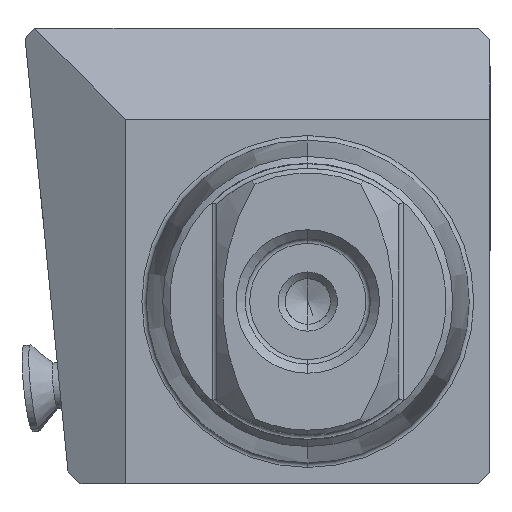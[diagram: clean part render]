
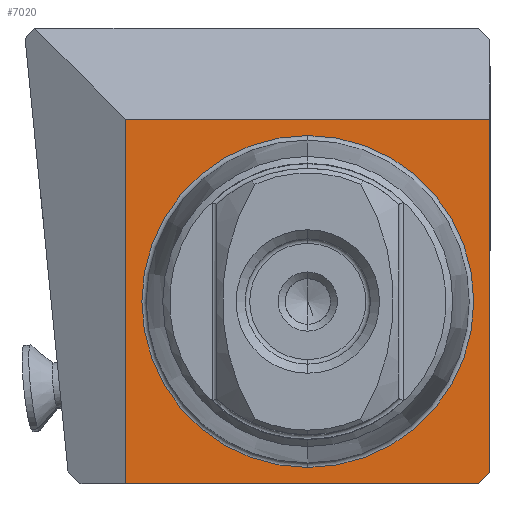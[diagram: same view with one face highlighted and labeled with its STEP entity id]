
A CAD part, left-side view. The second image highlights one B-rep face of the part: STEP entity #7020.
In plain terms, the highlighted planar face has unit normal (-1, 0, 0).
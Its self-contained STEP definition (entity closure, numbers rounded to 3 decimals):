
#93 = AXIS2_PLACEMENT_3D ( 'NONE', #7037, #1873, #9249 ) ;
#156 = EDGE_CURVE ( 'NONE', #5148, #1431, #5939, .T. ) ;
#163 = LINE ( 'NONE', #5363, #1476 ) ;
#453 = FACE_OUTER_BOUND ( 'NONE', #5348, .T. ) ;
#698 = DIRECTION ( 'NONE',  ( 0., 0., 1. ) ) ;
#834 = VERTEX_POINT ( 'NONE', #8518 ) ;
#1034 = CARTESIAN_POINT ( 'NONE',  ( 0., 8., -8. ) ) ;
#1277 = ORIENTED_EDGE ( 'NONE', *, *, #6594, .F. ) ;
#1348 = ORIENTED_EDGE ( 'NONE', *, *, #5793, .F. ) ;
#1431 = VERTEX_POINT ( 'NONE', #6448 ) ;
#1437 = DIRECTION ( 'NONE',  ( -1., 0., 0. ) ) ;
#1472 = EDGE_LOOP ( 'NONE', ( #6125, #2835 ) ) ;
#1476 = VECTOR ( 'NONE', #6057, 1000. ) ;
#1698 = EDGE_CURVE ( 'NONE', #5148, #2817, #6250, .T. ) ;
#1714 = AXIS2_PLACEMENT_3D ( 'NONE', #4348, #5906, #9498 ) ;
#1813 = DIRECTION ( 'NONE',  ( 0., 0., 1. ) ) ;
#1873 = DIRECTION ( 'NONE',  ( -1., 0., 0. ) ) ;
#1914 = FACE_BOUND ( 'NONE', #1472, .T. ) ;
#2741 = CARTESIAN_POINT ( 'NONE',  ( 0., 8., -8. ) ) ;
#2817 = VERTEX_POINT ( 'NONE', #5430 ) ;
#2835 = ORIENTED_EDGE ( 'NONE', *, *, #8687, .F. ) ;
#2871 = VERTEX_POINT ( 'NONE', #5678 ) ;
#3370 = VECTOR ( 'NONE', #4059, 1000. ) ;
#3519 = CIRCLE ( 'NONE', #93, 7.287 ) ;
#3535 = VERTEX_POINT ( 'NONE', #7361 ) ;
#3642 = ORIENTED_EDGE ( 'NONE', *, *, #156, .F. ) ;
#4059 = DIRECTION ( 'NONE',  ( 0., 1., 0. ) ) ;
#4348 = CARTESIAN_POINT ( 'NONE',  ( 0., 7.287, 0. ) ) ;
#4617 = ORIENTED_EDGE ( 'NONE', *, *, #1698, .T. ) ;
#4653 = VECTOR ( 'NONE', #5183, 1000. ) ;
#4782 = CARTESIAN_POINT ( 'NONE',  ( 0., -8., 8. ) ) ;
#5148 = VERTEX_POINT ( 'NONE', #8204 ) ;
#5183 = DIRECTION ( 'NONE',  ( 0., 1., 0. ) ) ;
#5348 = EDGE_LOOP ( 'NONE', ( #1277, #6855, #3642, #4617, #1348 ) ) ;
#5363 = CARTESIAN_POINT ( 'NONE',  ( 0., -8., -7.5 ) ) ;
#5430 = CARTESIAN_POINT ( 'NONE',  ( 0., 8., 8. ) ) ;
#5509 = LINE ( 'NONE', #2741, #7073 ) ;
#5678 = CARTESIAN_POINT ( 'NONE',  ( 0., 0., -7.287 ) ) ;
#5680 = EDGE_CURVE ( 'NONE', #3535, #1431, #163, .T. ) ;
#5793 = EDGE_CURVE ( 'NONE', #7251, #2817, #5509, .T. ) ;
#5906 = DIRECTION ( 'NONE',  ( 1., 0., 0. ) ) ;
#5939 = LINE ( 'NONE', #7310, #6978 ) ;
#6057 = DIRECTION ( 'NONE',  ( 0., -0.707, 0.707 ) ) ;
#6125 = ORIENTED_EDGE ( 'NONE', *, *, #7132, .F. ) ;
#6250 = LINE ( 'NONE', #4782, #3370 ) ;
#6373 = AXIS2_PLACEMENT_3D ( 'NONE', #8093, #1437, #698 ) ;
#6448 = CARTESIAN_POINT ( 'NONE',  ( 0., -8., -7.5 ) ) ;
#6594 = EDGE_CURVE ( 'NONE', #3535, #7251, #8105, .T. ) ;
#6855 = ORIENTED_EDGE ( 'NONE', *, *, #5680, .T. ) ;
#6978 = VECTOR ( 'NONE', #8931, 1000. ) ;
#7020 = ADVANCED_FACE ( 'NONE', ( #1914, #453 ), #9348, .F. ) ;
#7037 = CARTESIAN_POINT ( 'NONE',  ( 0., 0., 0. ) ) ;
#7073 = VECTOR ( 'NONE', #1813, 1000. ) ;
#7132 = EDGE_CURVE ( 'NONE', #834, #2871, #8375, .T. ) ;
#7251 = VERTEX_POINT ( 'NONE', #1034 ) ;
#7310 = CARTESIAN_POINT ( 'NONE',  ( 0., -8., 0. ) ) ;
#7361 = CARTESIAN_POINT ( 'NONE',  ( 0., -7.5, -8. ) ) ;
#7476 = CARTESIAN_POINT ( 'NONE',  ( 0., 7.287, -8. ) ) ;
#8093 = CARTESIAN_POINT ( 'NONE',  ( 0., 0., 0. ) ) ;
#8105 = LINE ( 'NONE', #7476, #4653 ) ;
#8204 = CARTESIAN_POINT ( 'NONE',  ( 0., -8., 8. ) ) ;
#8375 = CIRCLE ( 'NONE', #6373, 7.287 ) ;
#8518 = CARTESIAN_POINT ( 'NONE',  ( 0., 0., 7.287 ) ) ;
#8687 = EDGE_CURVE ( 'NONE', #2871, #834, #3519, .T. ) ;
#8931 = DIRECTION ( 'NONE',  ( 0., 0., -1. ) ) ;
#9249 = DIRECTION ( 'NONE',  ( 0., 0., 1. ) ) ;
#9348 = PLANE ( 'NONE',  #1714 ) ;
#9498 = DIRECTION ( 'NONE',  ( 0., 0., -1. ) ) ;
